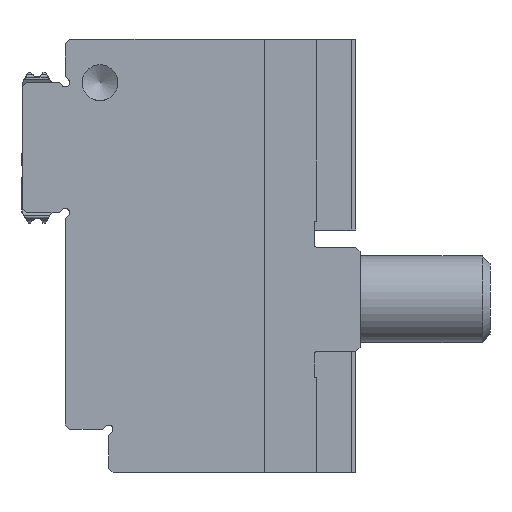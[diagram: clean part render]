
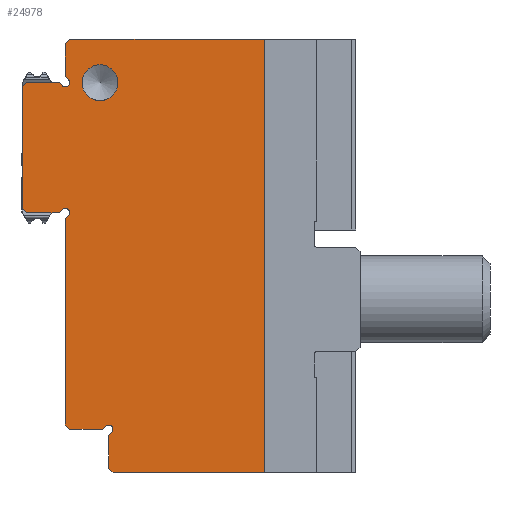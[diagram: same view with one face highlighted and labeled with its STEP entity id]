
A CAD part, left-side view. The second image highlights one B-rep face of the part: STEP entity #24978.
In plain terms, the highlighted planar face has unit normal (-1, 0, 0).
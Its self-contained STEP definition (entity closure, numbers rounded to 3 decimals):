
#21990=CARTESIAN_POINT('',(-52.539,40.79,18.485));
#21991=VERTEX_POINT('',#21990);
#21998=CARTESIAN_POINT('',(-52.539,44.583,18.485));
#21999=VERTEX_POINT('',#21998);
#22000=CARTESIAN_POINT('',(-52.539,44.583,18.485));
#22001=DIRECTION('',(0.0,-1.0,0.0));
#22002=VECTOR('',#22001,3.793);
#22003=LINE('',#22000,#22002);
#22004=EDGE_CURVE('',#21999,#21991,#22003,.T.);
#22279=CARTESIAN_POINT('',(-52.539,45.083,18.985));
#22280=VERTEX_POINT('',#22279);
#22287=CARTESIAN_POINT('',(-52.539,45.083,32.985));
#22288=VERTEX_POINT('',#22287);
#22289=CARTESIAN_POINT('',(-52.539,45.083,32.985));
#22290=DIRECTION('',(0.0,0.0,-1.0));
#22291=VECTOR('',#22290,14.);
#22292=LINE('',#22289,#22291);
#22293=EDGE_CURVE('',#22288,#22280,#22292,.T.);
#23773=CARTESIAN_POINT('',(-52.539,44.583,33.485));
#23774=VERTEX_POINT('',#23773);
#23781=CARTESIAN_POINT('',(-52.539,40.79,33.485));
#23782=VERTEX_POINT('',#23781);
#23783=CARTESIAN_POINT('',(-52.539,40.79,33.485));
#23784=DIRECTION('',(0.0,1.0,0.0));
#23785=VECTOR('',#23784,3.793);
#23786=LINE('',#23783,#23785);
#23787=EDGE_CURVE('',#23782,#23774,#23786,.T.);
#23816=CARTESIAN_POINT('',(-52.539,45.083,32.985));
#23817=DIRECTION('',(0.0,-0.707,0.707));
#23818=VECTOR('',#23817,0.707);
#23819=LINE('',#23816,#23818);
#23820=EDGE_CURVE('',#22288,#23774,#23819,.T.);
#24749=CARTESIAN_POINT('',(-52.539,17.083,-11.515));
#24750=VERTEX_POINT('',#24749);
#24758=CARTESIAN_POINT('',(-52.539,17.083,38.485));
#24759=VERTEX_POINT('',#24758);
#24766=CARTESIAN_POINT('',(-52.539,17.083,-11.515));
#24767=DIRECTION('',(0.0,0.0,1.0));
#24768=VECTOR('',#24767,50.0);
#24769=LINE('',#24766,#24768);
#24770=EDGE_CURVE('',#24750,#24759,#24769,.T.);
#24806=CARTESIAN_POINT('',(-52.539,11.083,-11.515));
#24807=DIRECTION('',(-1.0,0.0,0.0));
#24808=DIRECTION('',(0.0,0.0,1.0));
#24809=AXIS2_PLACEMENT_3D('',#24806,#24807,#24808);
#24810=PLANE('',#24809);
#24811=ORIENTED_EDGE('',*,*,#24770,.T.);
#24812=CARTESIAN_POINT('',(-52.539,39.583,38.485));
#24813=VERTEX_POINT('',#24812);
#24814=CARTESIAN_POINT('',(-52.539,17.083,38.485));
#24815=DIRECTION('',(0.0,1.0,0.0));
#24816=VECTOR('',#24815,22.5);
#24817=LINE('',#24814,#24816);
#24818=EDGE_CURVE('',#24759,#24813,#24817,.T.);
#24819=ORIENTED_EDGE('',*,*,#24818,.T.);
#24820=CARTESIAN_POINT('',(-52.539,40.083,37.985));
#24821=VERTEX_POINT('',#24820);
#24822=CARTESIAN_POINT('',(-52.539,40.083,37.985));
#24823=DIRECTION('',(0.0,-0.707,0.707));
#24824=VECTOR('',#24823,0.707);
#24825=LINE('',#24822,#24824);
#24826=EDGE_CURVE('',#24821,#24813,#24825,.T.);
#24827=ORIENTED_EDGE('',*,*,#24826,.F.);
#24828=CARTESIAN_POINT('',(-52.539,40.083,34.192));
#24829=VERTEX_POINT('',#24828);
#24830=CARTESIAN_POINT('',(-52.539,40.083,37.985));
#24831=DIRECTION('',(0.0,0.0,-1.0));
#24832=VECTOR('',#24831,3.793);
#24833=LINE('',#24830,#24832);
#24834=EDGE_CURVE('',#24821,#24829,#24833,.T.);
#24835=ORIENTED_EDGE('',*,*,#24834,.T.);
#24836=CARTESIAN_POINT('',(-52.539,39.73,33.838));
#24837=VERTEX_POINT('',#24836);
#24838=CARTESIAN_POINT('',(-52.539,40.083,34.192));
#24839=DIRECTION('',(0.0,-0.707,-0.707));
#24840=VECTOR('',#24839,0.5);
#24841=LINE('',#24838,#24840);
#24842=EDGE_CURVE('',#24829,#24837,#24841,.T.);
#24843=ORIENTED_EDGE('',*,*,#24842,.T.);
#24844=CARTESIAN_POINT('',(-52.539,40.437,33.131));
#24845=VERTEX_POINT('',#24844);
#24846=CARTESIAN_POINT('',(-52.539,40.083,33.485));
#24847=DIRECTION('',(1.0,0.,0.));
#24848=DIRECTION('',(0.,0.707,-0.707));
#24849=AXIS2_PLACEMENT_3D('',#24846,#24847,#24848);
#24850=CIRCLE('',#24849,0.5);
#24851=EDGE_CURVE('',#24837,#24845,#24850,.T.);
#24852=ORIENTED_EDGE('',*,*,#24851,.T.);
#24853=CARTESIAN_POINT('',(-52.539,40.437,33.131));
#24854=DIRECTION('',(0.0,0.707,0.707));
#24855=VECTOR('',#24854,0.5);
#24856=LINE('',#24853,#24855);
#24857=EDGE_CURVE('',#24845,#23782,#24856,.T.);
#24858=ORIENTED_EDGE('',*,*,#24857,.T.);
#24859=ORIENTED_EDGE('',*,*,#23787,.T.);
#24860=ORIENTED_EDGE('',*,*,#23820,.F.);
#24861=ORIENTED_EDGE('',*,*,#22293,.T.);
#24862=CARTESIAN_POINT('',(-52.539,44.583,18.485));
#24863=DIRECTION('',(0.,0.707,0.707));
#24864=VECTOR('',#24863,0.707);
#24865=LINE('',#24862,#24864);
#24866=EDGE_CURVE('',#21999,#22280,#24865,.T.);
#24867=ORIENTED_EDGE('',*,*,#24866,.F.);
#24868=ORIENTED_EDGE('',*,*,#22004,.T.);
#24869=CARTESIAN_POINT('',(-52.539,40.437,18.838));
#24870=VERTEX_POINT('',#24869);
#24871=CARTESIAN_POINT('',(-52.539,40.79,18.485));
#24872=DIRECTION('',(0.0,-0.707,0.707));
#24873=VECTOR('',#24872,0.5);
#24874=LINE('',#24871,#24873);
#24875=EDGE_CURVE('',#21991,#24870,#24874,.T.);
#24876=ORIENTED_EDGE('',*,*,#24875,.T.);
#24877=CARTESIAN_POINT('',(-52.539,39.73,18.131));
#24878=VERTEX_POINT('',#24877);
#24879=CARTESIAN_POINT('',(-52.539,40.083,18.485));
#24880=DIRECTION('',(1.0,0.,0.));
#24881=DIRECTION('',(0.,-0.707,-0.707));
#24882=AXIS2_PLACEMENT_3D('',#24879,#24880,#24881);
#24883=CIRCLE('',#24882,0.5);
#24884=EDGE_CURVE('',#24870,#24878,#24883,.T.);
#24885=ORIENTED_EDGE('',*,*,#24884,.T.);
#24886=CARTESIAN_POINT('',(-52.539,40.083,17.777));
#24887=VERTEX_POINT('',#24886);
#24888=CARTESIAN_POINT('',(-52.539,39.73,18.131));
#24889=DIRECTION('',(0.0,0.707,-0.707));
#24890=VECTOR('',#24889,0.5);
#24891=LINE('',#24888,#24890);
#24892=EDGE_CURVE('',#24878,#24887,#24891,.T.);
#24893=ORIENTED_EDGE('',*,*,#24892,.T.);
#24894=CARTESIAN_POINT('',(-52.539,40.083,-6.015));
#24895=VERTEX_POINT('',#24894);
#24896=CARTESIAN_POINT('',(-52.539,40.083,17.777));
#24897=DIRECTION('',(0.0,0.0,-1.0));
#24898=VECTOR('',#24897,23.793);
#24899=LINE('',#24896,#24898);
#24900=EDGE_CURVE('',#24887,#24895,#24899,.T.);
#24901=ORIENTED_EDGE('',*,*,#24900,.T.);
#24902=CARTESIAN_POINT('',(-52.539,39.583,-6.515));
#24903=VERTEX_POINT('',#24902);
#24904=CARTESIAN_POINT('',(-52.539,39.583,-6.515));
#24905=DIRECTION('',(0.0,0.707,0.707));
#24906=VECTOR('',#24905,0.707);
#24907=LINE('',#24904,#24906);
#24908=EDGE_CURVE('',#24903,#24895,#24907,.T.);
#24909=ORIENTED_EDGE('',*,*,#24908,.F.);
#24910=CARTESIAN_POINT('',(-52.539,35.79,-6.515));
#24911=VERTEX_POINT('',#24910);
#24912=CARTESIAN_POINT('',(-52.539,39.583,-6.515));
#24913=DIRECTION('',(0.0,-1.0,0.0));
#24914=VECTOR('',#24913,3.793);
#24915=LINE('',#24912,#24914);
#24916=EDGE_CURVE('',#24903,#24911,#24915,.T.);
#24917=ORIENTED_EDGE('',*,*,#24916,.T.);
#24918=CARTESIAN_POINT('',(-52.539,35.437,-6.162));
#24919=VERTEX_POINT('',#24918);
#24920=CARTESIAN_POINT('',(-52.539,35.79,-6.515));
#24921=DIRECTION('',(0.0,-0.707,0.707));
#24922=VECTOR('',#24921,0.5);
#24923=LINE('',#24920,#24922);
#24924=EDGE_CURVE('',#24911,#24919,#24923,.T.);
#24925=ORIENTED_EDGE('',*,*,#24924,.T.);
#24926=CARTESIAN_POINT('',(-52.539,34.73,-6.869));
#24927=VERTEX_POINT('',#24926);
#24928=CARTESIAN_POINT('',(-52.539,35.083,-6.515));
#24929=DIRECTION('',(1.0,0.,0.));
#24930=DIRECTION('',(0.,-0.707,-0.707));
#24931=AXIS2_PLACEMENT_3D('',#24928,#24929,#24930);
#24932=CIRCLE('',#24931,0.5);
#24933=EDGE_CURVE('',#24919,#24927,#24932,.T.);
#24934=ORIENTED_EDGE('',*,*,#24933,.T.);
#24935=CARTESIAN_POINT('',(-52.539,35.083,-7.223));
#24936=VERTEX_POINT('',#24935);
#24937=CARTESIAN_POINT('',(-52.539,34.73,-6.869));
#24938=DIRECTION('',(0.0,0.707,-0.707));
#24939=VECTOR('',#24938,0.5);
#24940=LINE('',#24937,#24939);
#24941=EDGE_CURVE('',#24927,#24936,#24940,.T.);
#24942=ORIENTED_EDGE('',*,*,#24941,.T.);
#24943=CARTESIAN_POINT('',(-52.539,35.083,-11.015));
#24944=VERTEX_POINT('',#24943);
#24945=CARTESIAN_POINT('',(-52.539,35.083,-7.223));
#24946=DIRECTION('',(0.0,0.0,-1.0));
#24947=VECTOR('',#24946,3.793);
#24948=LINE('',#24945,#24947);
#24949=EDGE_CURVE('',#24936,#24944,#24948,.T.);
#24950=ORIENTED_EDGE('',*,*,#24949,.T.);
#24951=CARTESIAN_POINT('',(-52.539,34.583,-11.515));
#24952=VERTEX_POINT('',#24951);
#24953=CARTESIAN_POINT('',(-52.539,34.583,-11.515));
#24954=DIRECTION('',(0.0,0.707,0.707));
#24955=VECTOR('',#24954,0.707);
#24956=LINE('',#24953,#24955);
#24957=EDGE_CURVE('',#24952,#24944,#24956,.T.);
#24958=ORIENTED_EDGE('',*,*,#24957,.F.);
#24959=CARTESIAN_POINT('',(-52.539,17.083,-11.515));
#24960=DIRECTION('',(0.0,1.0,0.0));
#24961=VECTOR('',#24960,17.5);
#24962=LINE('',#24959,#24961);
#24963=EDGE_CURVE('',#24750,#24952,#24962,.T.);
#24964=ORIENTED_EDGE('',*,*,#24963,.F.);
#24965=EDGE_LOOP('',(#24811,#24819,#24827,#24835,#24843,#24852,#24858,#24859,#24860,#24861,#24867,#24868,#24876,#24885,#24893,#24901,#24909,#24917,#24925,#24934,#24942,#24950,#24958,#24964));
#24966=FACE_OUTER_BOUND('',#24965,.T.);
#24967=CARTESIAN_POINT('',(-52.539,36.083,35.552));
#24968=VERTEX_POINT('',#24967);
#24969=CARTESIAN_POINT('',(-52.539,36.083,33.485));
#24970=DIRECTION('',(1.0,0.0,0.0));
#24971=DIRECTION('',(0.0,0.0,1.0));
#24972=AXIS2_PLACEMENT_3D('',#24969,#24970,#24971);
#24973=CIRCLE('',#24972,2.067);
#24974=EDGE_CURVE('',#24968,#24968,#24973,.T.);
#24975=ORIENTED_EDGE('',*,*,#24974,.T.);
#24976=EDGE_LOOP('',(#24975));
#24977=FACE_BOUND('',#24976,.T.);
#24978=ADVANCED_FACE('',(#24966,#24977),#24810,.T.);
